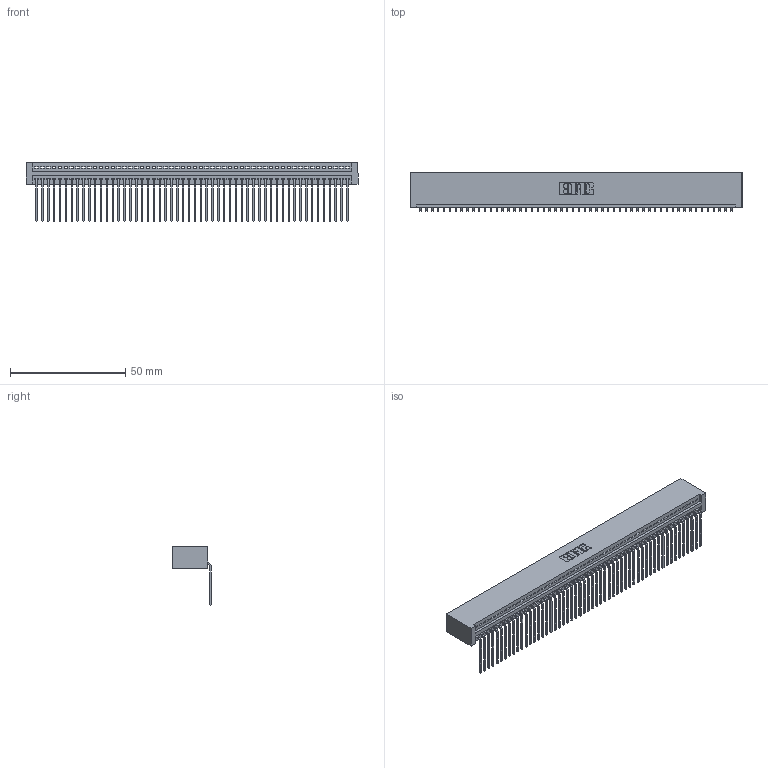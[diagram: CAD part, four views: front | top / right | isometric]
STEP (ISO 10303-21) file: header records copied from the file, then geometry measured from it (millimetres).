
FILE_DESCRIPTION (( 'STEP AP203' ), '1' );
FILE_NAME ('345-054-559-101.STEP', '2018-09-24T01:27:56', ( '' ), ( '' ), 'SwSTEP 2.0', 'SolidWorks 2016', '' );
FILE_SCHEMA (( 'CONFIG_CONTROL_DESIGN' ));
Length unit declared in the file: inch
Products named in the file (3): 345 Part_No Mounting Lugs; 345-292-001_558 559 Tail - 1; 345-054-559-101
Assembly tree (55 placements, depth 2):
  345-054-559-101
    345 Part_No Mounting Lugs
    345-292-001_558 559 Tail - 1  x54
Bounding box: 143.76 x 16.75 x 25.53 mm (x, y, z)
Volume: 14517.4 mm3; surface area: 20702.8 mm2
Topology: 55 solids, 55 shells, 3358 faces, 10145 edges, 6690 vertices
Faces by surface type: plane 2344, cylinder 1014
Entity records: 38833 total; most frequent: CARTESIAN_POINT 6734, ORIENTED_EDGE 6722, DIRECTION 5857, EDGE_CURVE 3361, VECTOR 3021, LINE 3021, VERTEX_POINT 2238, AXIS2_PLACEMENT_3D 1418
